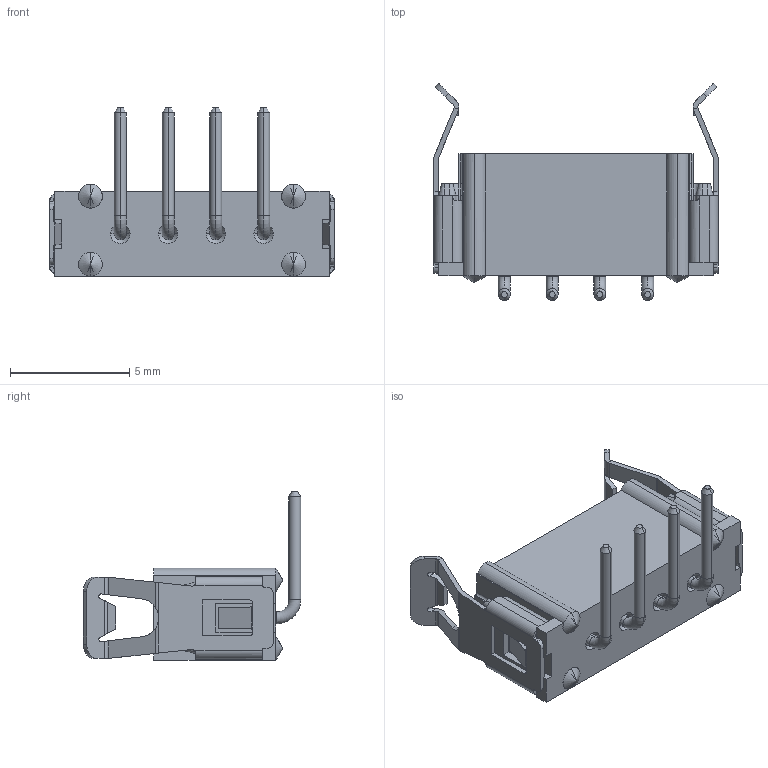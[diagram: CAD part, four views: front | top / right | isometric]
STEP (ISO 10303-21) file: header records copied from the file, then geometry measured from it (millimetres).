
FILE_DESCRIPTION((''),'2;1');
FILE_NAME('M80-8760422_ASM','2011-09-06T',('wbourne'),(''),'PRO/ENGINEER BY PARAMETRIC TECHNOLOGY CORPORATION, 2010280','PRO/ENGINEER BY PARAMETRIC TECHNOLOGY CORPORATION, 2010280','');
FILE_SCHEMA(('CONFIG_CONTROL_DESIGN','SHAPE_APPEARANCE_LAYERS_GROUPS'));
Length unit declared in the file: millimetre
Products named in the file (5): M80-1000498; M80-878-PIN; M80-8780422_ASM; M80-001XXXX; M80-8760422_ASM
Assembly tree (8 placements, depth 3):
  M80-8760422_ASM
    M80-8780422_ASM
      M80-1000498
      M80-878-PIN  x4
    M80-001XXXX  x2
Bounding box: 11.9 x 9.1 x 7.05 mm (x, y, z)
Volume: 145.6 mm3; surface area: 523.6 mm2
Topology: 7 solids, 7 shells, 435 faces, 1118 edges, 694 vertices
Faces by surface type: plane 227, cylinder 132, cone 52, bspline 16, torus 8
Entity records: 10585 total; most frequent: CARTESIAN_POINT 1837, ORIENTED_EDGE 1362, DIRECTION 1339, PRESENTATION_STYLE_ASSIGNMENT 691, STYLED_ITEM 684, CURVE_STYLE 681, EDGE_CURVE 681, VECTOR 459
